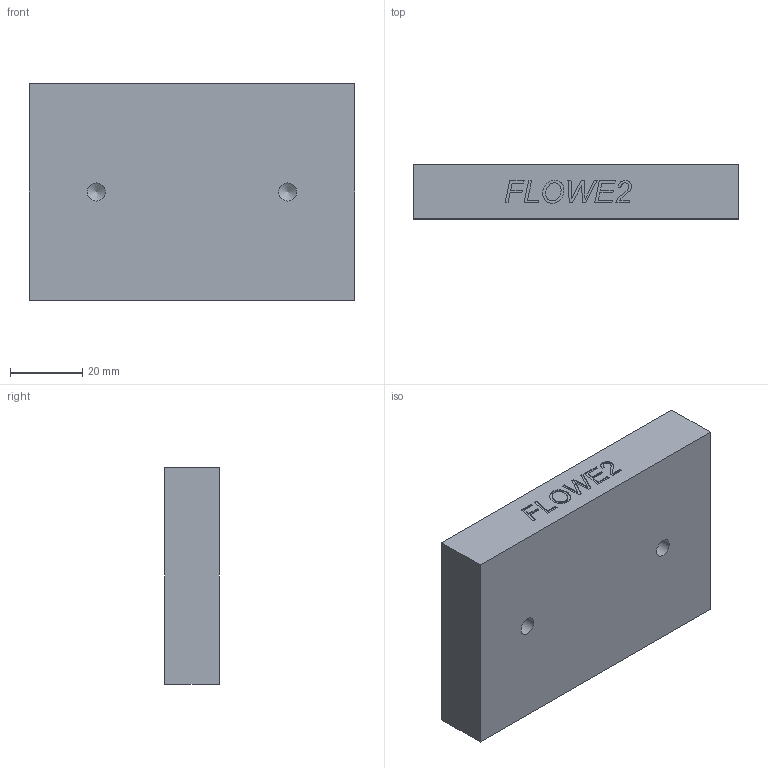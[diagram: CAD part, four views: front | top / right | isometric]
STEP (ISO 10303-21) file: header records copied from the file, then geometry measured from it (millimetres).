
FILE_DESCRIPTION(/* description */ ('Unknown'),/* implementation_level */ '2;1');
FILE_NAME(/* name */ 'flowE2-0F-Basic',/* time_stamp */ '2018-07-19T09:36:46+02:00',/* author */ ('Unknown'),/* organization */ ('Unknown'),/* preprocessor_version */ 'ST-DEVELOPER v16.7',/* originating_system */ 'DEX',/* authorisation */ $);
FILE_SCHEMA (('AUTOMOTIVE_DESIGN {1 0 10303 214 3 1 1}'));
Length unit declared in the file: millimetre
Products named in the file (1): flowE2-0F-Basic
Bounding box: 90 x 15 x 60 mm (x, y, z)
Volume: 80395.5 mm3; surface area: 15885.5 mm2
Topology: 1 solids, 1 shells, 70 faces, 183 edges, 122 vertices
Faces by surface type: plane 52, bspline 10, cylinder 4, cone 4
Full cylindrical faces by diameter (mm): 3.242 x2, 5 x2
Entity records: 3121 total; most frequent: CARTESIAN_POINT 1022, ORIENTED_EDGE 330, DIRECTION 275, EDGE_CURVE 165, LINE 137, VECTOR 137, VERTEX_POINT 118, FACE_BOUND 91
